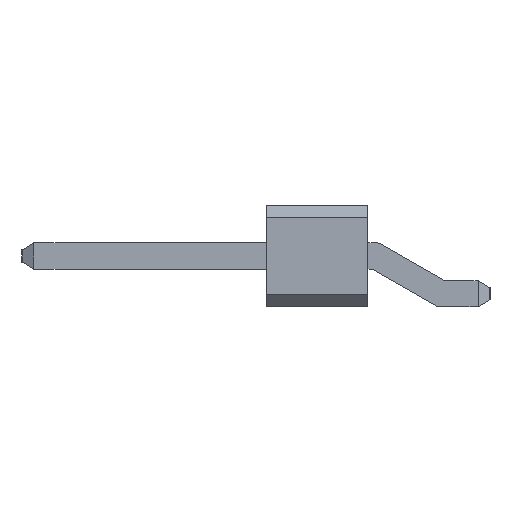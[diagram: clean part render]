
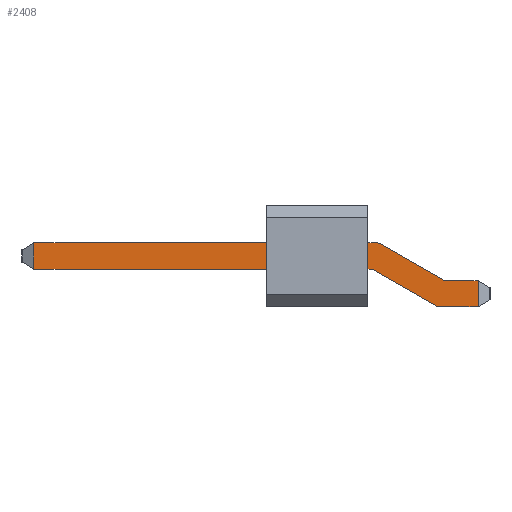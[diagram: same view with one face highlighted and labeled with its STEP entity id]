
A CAD part, front view. The second image highlights one B-rep face of the part: STEP entity #2408.
In plain terms, the highlighted planar face has unit normal (0, -1, 0).
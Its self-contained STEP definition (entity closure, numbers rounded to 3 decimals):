
#1974 = VERTEX_POINT('',#1975);
#1975 = CARTESIAN_POINT('',(3.956,-0.64,-1.25));
#1981 = EDGE_CURVE('',#1974,#1982,#1984,.T.);
#1982 = VERTEX_POINT('',#1983);
#1983 = CARTESIAN_POINT('',(3.02,-0.64,-1.25));
#1984 = LINE('',#1985,#1986);
#1985 = CARTESIAN_POINT('',(4.25,-0.64,-1.25));
#1986 = VECTOR('',#1987,1.);
#1987 = DIRECTION('',(-1.,0.,0.));
#2035 = VERTEX_POINT('',#2036);
#2036 = CARTESIAN_POINT('',(2.945,-0.64,-1.23));
#2042 = EDGE_CURVE('',#2035,#1982,#2043,.T.);
#2043 = CIRCLE('',#2044,0.15);
#2044 = AXIS2_PLACEMENT_3D('',#2045,#2046,#2047);
#2045 = CARTESIAN_POINT('',(3.02,-0.64,-1.1));
#2046 = DIRECTION('',(0.,-1.,0.));
#2047 = DIRECTION('',(1.,0.,0.));
#2061 = VERTEX_POINT('',#2062);
#2062 = CARTESIAN_POINT('',(3.956,-0.64,-0.61));
#2068 = EDGE_CURVE('',#2061,#2069,#2071,.T.);
#2069 = VERTEX_POINT('',#2070);
#2070 = CARTESIAN_POINT('',(3.19,-0.64,-0.61));
#2071 = LINE('',#2072,#2073);
#2072 = CARTESIAN_POINT('',(4.25,-0.64,-0.61));
#2073 = VECTOR('',#2074,1.);
#2074 = DIRECTION('',(-1.,0.,0.));
#2091 = EDGE_CURVE('',#2035,#2092,#2094,.T.);
#2092 = VERTEX_POINT('',#2093);
#2093 = CARTESIAN_POINT('',(1.385,-0.64,-0.34));
#2094 = LINE('',#2095,#2096);
#2095 = CARTESIAN_POINT('',(2.945,-0.64,-1.23));
#2096 = VECTOR('',#2097,1.);
#2097 = DIRECTION('',(-0.869,0.,0.496));
#2115 = VERTEX_POINT('',#2116);
#2116 = CARTESIAN_POINT('',(3.115,-0.64,-0.59));
#2122 = EDGE_CURVE('',#2115,#2069,#2123,.T.);
#2123 = CIRCLE('',#2124,0.15);
#2124 = AXIS2_PLACEMENT_3D('',#2125,#2126,#2127);
#2125 = CARTESIAN_POINT('',(3.19,-0.64,-0.46));
#2126 = DIRECTION('',(0.,-1.,0.));
#2127 = DIRECTION('',(1.,0.,0.));
#2140 = EDGE_CURVE('',#2092,#2141,#2143,.T.);
#2141 = VERTEX_POINT('',#2142);
#2142 = CARTESIAN_POINT('',(1.31,-0.64,-0.32));
#2143 = CIRCLE('',#2144,0.15);
#2144 = AXIS2_PLACEMENT_3D('',#2145,#2146,#2147);
#2145 = CARTESIAN_POINT('',(1.31,-0.64,-0.47));
#2146 = DIRECTION('',(0.,-1.,0.));
#2147 = DIRECTION('',(1.,0.,0.));
#2165 = VERTEX_POINT('',#2166);
#2166 = CARTESIAN_POINT('',(1.554,-0.64,0.3));
#2172 = EDGE_CURVE('',#2165,#2115,#2173,.T.);
#2173 = LINE('',#2174,#2175);
#2174 = CARTESIAN_POINT('',(1.554,-0.64,0.3));
#2175 = VECTOR('',#2176,1.);
#2176 = DIRECTION('',(0.869,0.,-0.496));
#2189 = VERTEX_POINT('',#2190);
#2190 = CARTESIAN_POINT('',(1.25,-0.64,-0.32));
#2196 = EDGE_CURVE('',#2189,#2141,#2197,.T.);
#2197 = LINE('',#2198,#2199);
#2198 = CARTESIAN_POINT('',(1.25,-0.64,-0.32));
#2199 = VECTOR('',#2200,1.);
#2200 = DIRECTION('',(1.,0.,0.));
#2213 = EDGE_CURVE('',#2165,#2214,#2216,.T.);
#2214 = VERTEX_POINT('',#2215);
#2215 = CARTESIAN_POINT('',(1.48,-0.64,0.32));
#2216 = CIRCLE('',#2217,0.15);
#2217 = AXIS2_PLACEMENT_3D('',#2218,#2219,#2220);
#2218 = CARTESIAN_POINT('',(1.48,-0.64,0.17));
#2219 = DIRECTION('',(0.,-1.,0.));
#2220 = DIRECTION('',(1.,0.,0.));
#2238 = VERTEX_POINT('',#2239);
#2239 = CARTESIAN_POINT('',(-1.25,-0.64,-0.32));
#2245 = EDGE_CURVE('',#2238,#2189,#2246,.T.);
#2246 = LINE('',#2247,#2248);
#2247 = CARTESIAN_POINT('',(-1.25,-0.64,-0.32));
#2248 = VECTOR('',#2249,1.);
#2249 = DIRECTION('',(1.,0.,0.));
#2262 = VERTEX_POINT('',#2263);
#2263 = CARTESIAN_POINT('',(1.25,-0.64,0.32));
#2269 = EDGE_CURVE('',#2262,#2214,#2270,.T.);
#2270 = LINE('',#2271,#2272);
#2271 = CARTESIAN_POINT('',(1.25,-0.64,0.32));
#2272 = VECTOR('',#2273,1.);
#2273 = DIRECTION('',(1.,0.,0.));
#2287 = EDGE_CURVE('',#2238,#2288,#2290,.T.);
#2288 = VERTEX_POINT('',#2289);
#2289 = CARTESIAN_POINT('',(-6.956,-0.64,-0.32));
#2290 = LINE('',#2291,#2292);
#2291 = CARTESIAN_POINT('',(-1.25,-0.64,-0.32));
#2292 = VECTOR('',#2293,1.);
#2293 = DIRECTION('',(-1.,0.,0.));
#2310 = EDGE_CURVE('',#2262,#2311,#2313,.T.);
#2311 = VERTEX_POINT('',#2312);
#2312 = CARTESIAN_POINT('',(-1.25,-0.64,0.32));
#2313 = LINE('',#2314,#2315);
#2314 = CARTESIAN_POINT('',(1.25,-0.64,0.32));
#2315 = VECTOR('',#2316,1.);
#2316 = DIRECTION('',(-1.,0.,0.));
#2366 = VERTEX_POINT('',#2367);
#2367 = CARTESIAN_POINT('',(-6.956,-0.64,0.32));
#2373 = EDGE_CURVE('',#2366,#2311,#2374,.T.);
#2374 = LINE('',#2375,#2376);
#2375 = CARTESIAN_POINT('',(-7.25,-0.64,0.32));
#2376 = VECTOR('',#2377,1.);
#2377 = DIRECTION('',(1.,0.,0.));
#2408 = ADVANCED_FACE('',(#2409),#2437,.F.);
#2409 = FACE_BOUND('',#2410,.F.);
#2410 = EDGE_LOOP('',(#2411,#2412,#2413,#2414,#2415,#2416,#2417,#2418,
    #2424,#2425,#2426,#2427,#2428,#2429,#2430,#2431));
#2411 = ORIENTED_EDGE('',*,*,#1981,.T.);
#2412 = ORIENTED_EDGE('',*,*,#2042,.F.);
#2413 = ORIENTED_EDGE('',*,*,#2091,.T.);
#2414 = ORIENTED_EDGE('',*,*,#2140,.T.);
#2415 = ORIENTED_EDGE('',*,*,#2196,.F.);
#2416 = ORIENTED_EDGE('',*,*,#2245,.F.);
#2417 = ORIENTED_EDGE('',*,*,#2287,.T.);
#2418 = ORIENTED_EDGE('',*,*,#2419,.T.);
#2419 = EDGE_CURVE('',#2288,#2366,#2420,.T.);
#2420 = LINE('',#2421,#2422);
#2421 = CARTESIAN_POINT('',(-6.956,-0.64,-0.32));
#2422 = VECTOR('',#2423,1.);
#2423 = DIRECTION('',(0.,0.,1.));
#2424 = ORIENTED_EDGE('',*,*,#2373,.T.);
#2425 = ORIENTED_EDGE('',*,*,#2310,.F.);
#2426 = ORIENTED_EDGE('',*,*,#2269,.T.);
#2427 = ORIENTED_EDGE('',*,*,#2213,.F.);
#2428 = ORIENTED_EDGE('',*,*,#2172,.T.);
#2429 = ORIENTED_EDGE('',*,*,#2122,.T.);
#2430 = ORIENTED_EDGE('',*,*,#2068,.F.);
#2431 = ORIENTED_EDGE('',*,*,#2432,.T.);
#2432 = EDGE_CURVE('',#2061,#1974,#2433,.T.);
#2433 = LINE('',#2434,#2435);
#2434 = CARTESIAN_POINT('',(3.956,-0.64,-0.61));
#2435 = VECTOR('',#2436,1.);
#2436 = DIRECTION('',(0.,0.,-1.));
#2437 = PLANE('',#2438);
#2438 = AXIS2_PLACEMENT_3D('',#2439,#2440,#2441);
#2439 = CARTESIAN_POINT('',(-1.426,-0.64,-0.183));
#2440 = DIRECTION('',(0.,1.,0.));
#2441 = DIRECTION('',(0.,0.,1.));
